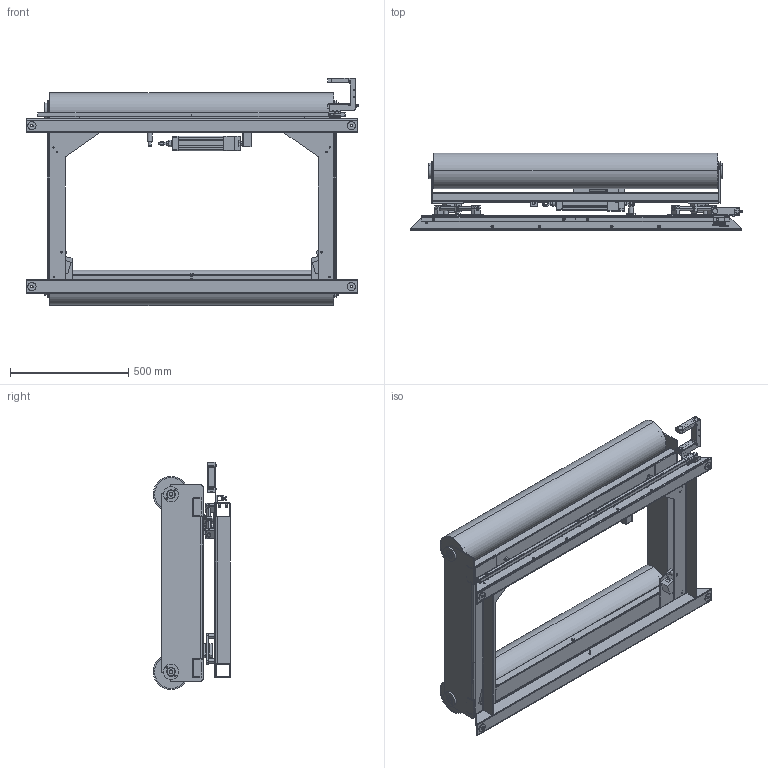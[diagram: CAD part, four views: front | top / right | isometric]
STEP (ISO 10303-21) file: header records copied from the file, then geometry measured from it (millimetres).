
FILE_DESCRIPTION (( 'STEP AP203' ), '1' );
FILE_NAME ('190131.1_stp_-.step', '2024-07-17T15:06:43', ( '' ), ( '' ), 'SwSTEP 2.0', 'SolidWorks 2023', '' );
FILE_SCHEMA (( 'CONFIG_CONTROL_DESIGN' ));
Length unit declared in the file: millimetre
Products named in the file (4): 190131.1_stp_-; 31106632_01; 071116.1_stp_01; 190131.1_stp_01
Assembly tree (3 placements, depth 2):
  190131.1_stp_-
    190131.1_stp_01
    31106632_01
    071116.1_stp_01
Bounding box: 1403 x 327.5 x 959.5 mm (x, y, z)
Volume: 17964116.6 mm3; surface area: 6748328.2 mm2
Topology: 140 solids, 141 shells, 3549 faces, 8870 edges, 5683 vertices
Faces by surface type: plane 1632, cylinder 1377, cone 360, torus 102, bspline 58, sphere 20
Entity records: 109667 total; most frequent: CARTESIAN_POINT 22033, DIRECTION 18928, ORIENTED_EDGE 17448, EDGE_CURVE 8724, AXIS2_PLACEMENT_3D 6905, VERTEX_POINT 5663, VECTOR 5118, LINE 5118
